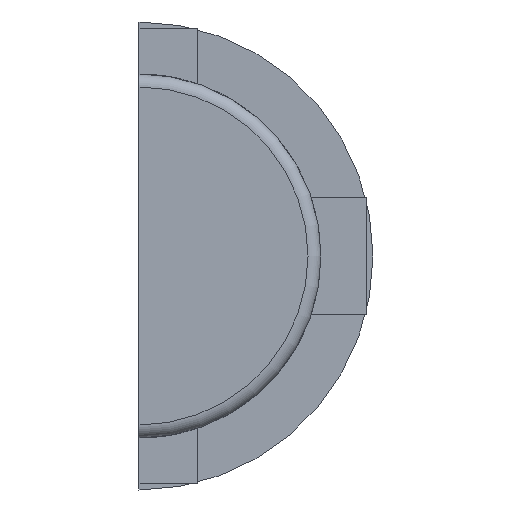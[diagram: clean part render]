
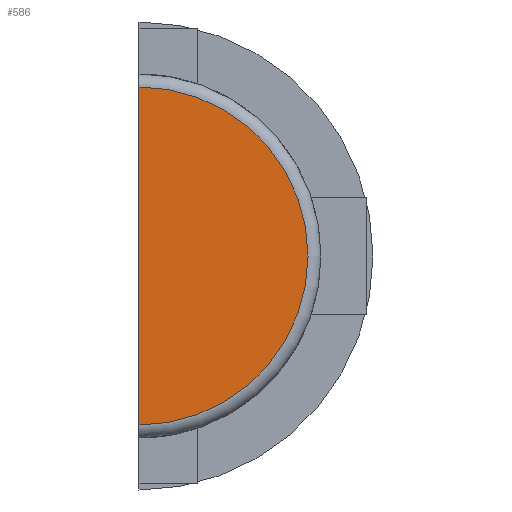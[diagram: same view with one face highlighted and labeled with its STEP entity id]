
A CAD part, front view. The second image highlights one B-rep face of the part: STEP entity #586.
In plain terms, the highlighted planar face has unit normal (0, -1, 0).
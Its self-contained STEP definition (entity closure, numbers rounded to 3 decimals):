
#30 = DIRECTION ( 'NONE',  ( 0., -1., 0. ) ) ;
#176 = AXIS2_PLACEMENT_3D ( 'NONE', #599, #30, #1039 ) ;
#258 = PLANE ( 'NONE',  #1378 ) ;
#269 = VECTOR ( 'NONE', #732, 1000. ) ;
#271 = VERTEX_POINT ( 'NONE', #471 ) ;
#281 = CARTESIAN_POINT ( 'NONE',  ( 0., -28.8, 0. ) ) ;
#355 = CARTESIAN_POINT ( 'NONE',  ( 0., -28.8, 0. ) ) ;
#411 = VERTEX_POINT ( 'NONE', #1353 ) ;
#471 = CARTESIAN_POINT ( 'NONE',  ( 0., -28.8, -20.8 ) ) ;
#586 = ADVANCED_FACE ( 'NONE', ( #1064 ), #258, .T. ) ;
#599 = CARTESIAN_POINT ( 'NONE',  ( 0., -28.8, 0. ) ) ;
#627 = EDGE_CURVE ( 'NONE', #271, #411, #839, .T. ) ;
#732 = DIRECTION ( 'NONE',  ( 0., 0., 1. ) ) ;
#763 = ORIENTED_EDGE ( 'NONE', *, *, #627, .F. ) ;
#776 = CIRCLE ( 'NONE', #176, 20.8 ) ;
#839 = LINE ( 'NONE', #355, #269 ) ;
#930 = DIRECTION ( 'NONE',  ( 0., 0., -1. ) ) ;
#1001 = EDGE_LOOP ( 'NONE', ( #763, #1350 ) ) ;
#1039 = DIRECTION ( 'NONE',  ( 0., 0., -1. ) ) ;
#1064 = FACE_OUTER_BOUND ( 'NONE', #1001, .T. ) ;
#1160 = EDGE_CURVE ( 'NONE', #271, #411, #776, .T. ) ;
#1277 = DIRECTION ( 'NONE',  ( 0., -1., 0. ) ) ;
#1350 = ORIENTED_EDGE ( 'NONE', *, *, #1160, .T. ) ;
#1353 = CARTESIAN_POINT ( 'NONE',  ( 0., -28.8, 20.8 ) ) ;
#1378 = AXIS2_PLACEMENT_3D ( 'NONE', #281, #1277, #930 ) ;
